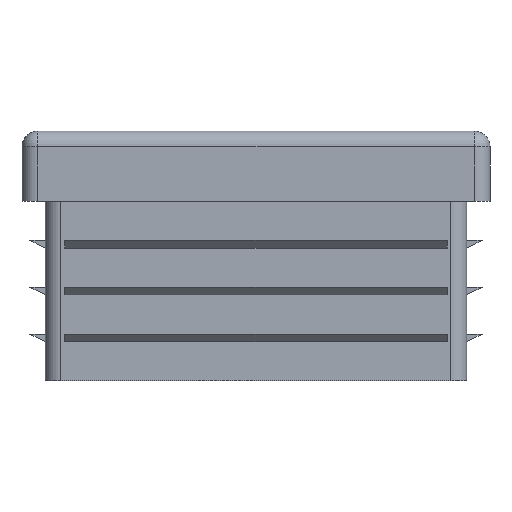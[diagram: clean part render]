
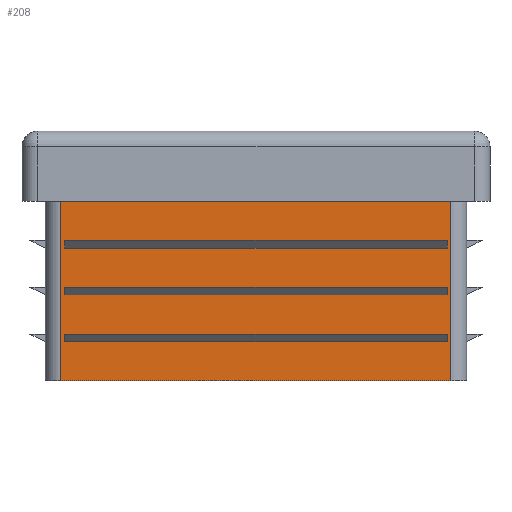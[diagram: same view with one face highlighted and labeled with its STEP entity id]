
A CAD part, front view. The second image highlights one B-rep face of the part: STEP entity #208.
In plain terms, the highlighted planar face has unit normal (0, -1, 0).
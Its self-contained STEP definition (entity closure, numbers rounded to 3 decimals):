
#208 = ADVANCED_FACE( '', ( #449, #450, #451, #452 ), #453, .F. );
#449 = FACE_BOUND( '', #722, .T. );
#450 = FACE_OUTER_BOUND( '', #723, .T. );
#451 = FACE_BOUND( '', #724, .T. );
#452 = FACE_BOUND( '', #725, .T. );
#453 = PLANE( '', #726 );
#722 = EDGE_LOOP( '', ( #1243, #1244, #1245, #1246 ) );
#723 = EDGE_LOOP( '', ( #1247, #1248, #1249, #1250 ) );
#724 = EDGE_LOOP( '', ( #1251, #1252, #1253, #1254 ) );
#725 = EDGE_LOOP( '', ( #1255, #1256, #1257, #1258 ) );
#726 = AXIS2_PLACEMENT_3D( '', #1259, #1260, #1261 );
#1243 = ORIENTED_EDGE( '', *, *, #1750, .T. );
#1244 = ORIENTED_EDGE( '', *, *, #1752, .T. );
#1245 = ORIENTED_EDGE( '', *, *, #1753, .F. );
#1246 = ORIENTED_EDGE( '', *, *, #1745, .F. );
#1247 = ORIENTED_EDGE( '', *, *, #1754, .T. );
#1248 = ORIENTED_EDGE( '', *, *, #1699, .T. );
#1249 = ORIENTED_EDGE( '', *, *, #1755, .F. );
#1250 = ORIENTED_EDGE( '', *, *, #1721, .T. );
#1251 = ORIENTED_EDGE( '', *, *, #1737, .T. );
#1252 = ORIENTED_EDGE( '', *, *, #1712, .T. );
#1253 = ORIENTED_EDGE( '', *, *, #1645, .F. );
#1254 = ORIENTED_EDGE( '', *, *, #1683, .F. );
#1255 = ORIENTED_EDGE( '', *, *, #1735, .T. );
#1256 = ORIENTED_EDGE( '', *, *, #1756, .T. );
#1257 = ORIENTED_EDGE( '', *, *, #1757, .F. );
#1258 = ORIENTED_EDGE( '', *, *, #1758, .F. );
#1259 = CARTESIAN_POINT( '', ( -13.5, -2.5, 11.5 ) );
#1260 = DIRECTION( '', ( 0., 1., 0. ) );
#1261 = DIRECTION( '', ( -1., 0., 0. ) );
#1645 = EDGE_CURVE( '', #1980, #1982, #1983, .T. );
#1683 = EDGE_CURVE( '', #2036, #1980, #2038, .T. );
#1699 = EDGE_CURVE( '', #2064, #2061, #2065, .F. );
#1712 = EDGE_CURVE( '', #2082, #1982, #2083, .T. );
#1721 = EDGE_CURVE( '', #2092, #2094, #2096, .T. );
#1735 = EDGE_CURVE( '', #2111, #2113, #2115, .T. );
#1737 = EDGE_CURVE( '', #2036, #2082, #2117, .T. );
#1745 = EDGE_CURVE( '', #2127, #2123, #2129, .T. );
#1750 = EDGE_CURVE( '', #2127, #2133, #2135, .T. );
#1752 = EDGE_CURVE( '', #2133, #2137, #2138, .T. );
#1753 = EDGE_CURVE( '', #2123, #2137, #2139, .T. );
#1754 = EDGE_CURVE( '', #2094, #2064, #2140, .T. );
#1755 = EDGE_CURVE( '', #2092, #2061, #2141, .T. );
#1756 = EDGE_CURVE( '', #2113, #2142, #2143, .T. );
#1757 = EDGE_CURVE( '', #2144, #2142, #2145, .T. );
#1758 = EDGE_CURVE( '', #2111, #2144, #2146, .T. );
#1980 = VERTEX_POINT( '', #2438 );
#1982 = VERTEX_POINT( '', #2441 );
#1983 = LINE( '', #2442, #2443 );
#2036 = VERTEX_POINT( '', #2521 );
#2038 = LINE( '', #2524, #2525 );
#2061 = VERTEX_POINT( '', #2556 );
#2064 = VERTEX_POINT( '', #2559 );
#2065 = LINE( '', #2560, #2561 );
#2082 = VERTEX_POINT( '', #2584 );
#2083 = LINE( '', #2585, #2586 );
#2092 = VERTEX_POINT( '', #2598 );
#2094 = VERTEX_POINT( '', #2600 );
#2096 = LINE( '', #2602, #2603 );
#2111 = VERTEX_POINT( '', #2622 );
#2113 = VERTEX_POINT( '', #2625 );
#2115 = LINE( '', #2628, #2629 );
#2117 = LINE( '', #2631, #2632 );
#2123 = VERTEX_POINT( '', #2640 );
#2127 = VERTEX_POINT( '', #2646 );
#2129 = LINE( '', #2649, #2650 );
#2133 = VERTEX_POINT( '', #2655 );
#2135 = LINE( '', #2658, #2659 );
#2137 = VERTEX_POINT( '', #2661 );
#2138 = LINE( '', #2662, #2663 );
#2139 = LINE( '', #2664, #2665 );
#2140 = LINE( '', #2666, #2667 );
#2141 = LINE( '', #2668, #2669 );
#2142 = VERTEX_POINT( '', #2670 );
#2143 = LINE( '', #2671, #2672 );
#2144 = VERTEX_POINT( '', #2673 );
#2145 = LINE( '', #2674, #2675 );
#2146 = LINE( '', #2676, #2677 );
#2438 = CARTESIAN_POINT( '', ( -12.25, -2.5, 9. ) );
#2441 = CARTESIAN_POINT( '', ( -12.25, -2.5, 8.5 ) );
#2442 = CARTESIAN_POINT( '', ( -12.25, -2.5, 9. ) );
#2443 = VECTOR( '', #2889, 1000. );
#2521 = CARTESIAN_POINT( '', ( 12.25, -2.5, 9. ) );
#2524 = CARTESIAN_POINT( '', ( 12.25, -2.5, 9. ) );
#2525 = VECTOR( '', #2922, 1000. );
#2556 = CARTESIAN_POINT( '', ( 12.5, -2.5, 11.5 ) );
#2559 = CARTESIAN_POINT( '', ( 12.5, -2.5, 0. ) );
#2560 = CARTESIAN_POINT( '', ( 12.5, -2.5, 11.5 ) );
#2561 = VECTOR( '', #2940, 1000. );
#2584 = CARTESIAN_POINT( '', ( 12.25, -2.5, 8.5 ) );
#2585 = CARTESIAN_POINT( '', ( 12.25, -2.5, 8.5 ) );
#2586 = VECTOR( '', #2950, 1000. );
#2598 = CARTESIAN_POINT( '', ( -12.5, -2.5, 11.5 ) );
#2600 = CARTESIAN_POINT( '', ( -12.5, -2.5, 0. ) );
#2602 = CARTESIAN_POINT( '', ( -12.5, -2.5, 11.5 ) );
#2603 = VECTOR( '', #2963, 1000. );
#2622 = CARTESIAN_POINT( '', ( 12.25, -2.5, 3. ) );
#2625 = CARTESIAN_POINT( '', ( 12.25, -2.5, 2.5 ) );
#2628 = CARTESIAN_POINT( '', ( 12.25, -2.5, 3. ) );
#2629 = VECTOR( '', #2976, 1000. );
#2631 = CARTESIAN_POINT( '', ( 12.25, -2.5, 9. ) );
#2632 = VECTOR( '', #2977, 1000. );
#2640 = CARTESIAN_POINT( '', ( -12.25, -2.5, 6. ) );
#2646 = CARTESIAN_POINT( '', ( 12.25, -2.5, 6. ) );
#2649 = CARTESIAN_POINT( '', ( 12.25, -2.5, 6. ) );
#2650 = VECTOR( '', #2983, 1000. );
#2655 = CARTESIAN_POINT( '', ( 12.25, -2.5, 5.5 ) );
#2658 = CARTESIAN_POINT( '', ( 12.25, -2.5, 6. ) );
#2659 = VECTOR( '', #2986, 1000. );
#2661 = CARTESIAN_POINT( '', ( -12.25, -2.5, 5.5 ) );
#2662 = CARTESIAN_POINT( '', ( 12.25, -2.5, 5.5 ) );
#2663 = VECTOR( '', #2987, 1000. );
#2664 = CARTESIAN_POINT( '', ( -12.25, -2.5, 6. ) );
#2665 = VECTOR( '', #2988, 1000. );
#2666 = CARTESIAN_POINT( '', ( -13.5, -2.5, 0. ) );
#2667 = VECTOR( '', #2989, 1000. );
#2668 = CARTESIAN_POINT( '', ( -13.5, -2.5, 11.5 ) );
#2669 = VECTOR( '', #2990, 1000. );
#2670 = CARTESIAN_POINT( '', ( -12.25, -2.5, 2.5 ) );
#2671 = CARTESIAN_POINT( '', ( 12.25, -2.5, 2.5 ) );
#2672 = VECTOR( '', #2991, 1000. );
#2673 = CARTESIAN_POINT( '', ( -12.25, -2.5, 3. ) );
#2674 = CARTESIAN_POINT( '', ( -12.25, -2.5, 3. ) );
#2675 = VECTOR( '', #2992, 1000. );
#2676 = CARTESIAN_POINT( '', ( 12.25, -2.5, 3. ) );
#2677 = VECTOR( '', #2993, 1000. );
#2889 = DIRECTION( '', ( 0., 0., -1. ) );
#2922 = DIRECTION( '', ( -1., 0., 0. ) );
#2940 = DIRECTION( '', ( 0., 0., -1. ) );
#2950 = DIRECTION( '', ( -1., 0., 0. ) );
#2963 = DIRECTION( '', ( 0., 0., -1. ) );
#2976 = DIRECTION( '', ( 0., 0., -1. ) );
#2977 = DIRECTION( '', ( 0., 0., -1. ) );
#2983 = DIRECTION( '', ( -1., 0., 0. ) );
#2986 = DIRECTION( '', ( 0., 0., -1. ) );
#2987 = DIRECTION( '', ( -1., 0., 0. ) );
#2988 = DIRECTION( '', ( 0., 0., -1. ) );
#2989 = DIRECTION( '', ( 1., 0., 0. ) );
#2990 = DIRECTION( '', ( 1., 0., 0. ) );
#2991 = DIRECTION( '', ( -1., 0., 0. ) );
#2992 = DIRECTION( '', ( 0., 0., -1. ) );
#2993 = DIRECTION( '', ( -1., 0., 0. ) );
